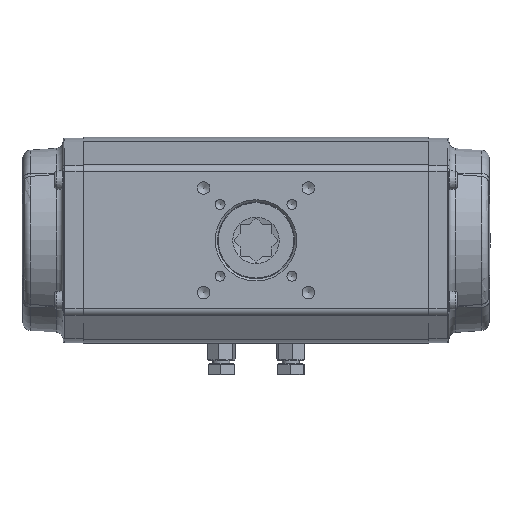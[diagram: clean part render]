
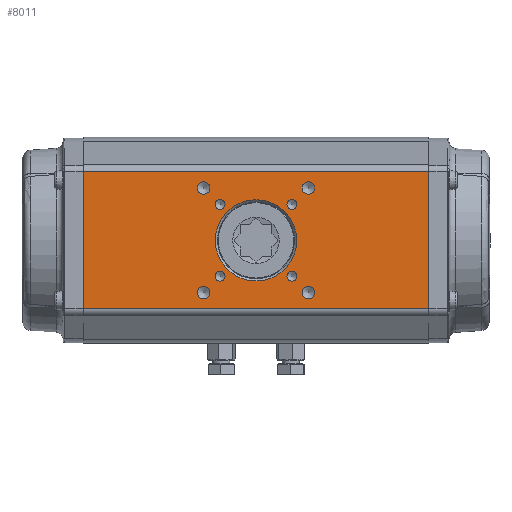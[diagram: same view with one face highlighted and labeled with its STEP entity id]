
A CAD part, front view. The second image highlights one B-rep face of the part: STEP entity #8011.
In plain terms, the highlighted planar face has unit normal (0, -1, 0).
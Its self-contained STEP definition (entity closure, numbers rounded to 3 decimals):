
#623=LINE('',#16626,#1049);
#634=LINE('',#16671,#1060);
#646=LINE('',#16722,#1072);
#647=LINE('',#16723,#1073);
#1049=VECTOR('',#11290,1000.);
#1060=VECTOR('',#11325,1000.);
#1072=VECTOR('',#11365,1000.);
#1073=VECTOR('',#11366,1000.);
#3462=ORIENTED_EDGE('',*,*,#4687,.F.);
#3463=ORIENTED_EDGE('',*,*,#4733,.T.);
#3464=ORIENTED_EDGE('',*,*,#4709,.T.);
#3465=ORIENTED_EDGE('',*,*,#4734,.T.);
#3466=ORIENTED_EDGE('',*,*,#4638,.F.);
#3467=ORIENTED_EDGE('',*,*,#4636,.F.);
#3468=ORIENTED_EDGE('',*,*,#4634,.F.);
#3469=ORIENTED_EDGE('',*,*,#4632,.F.);
#3470=ORIENTED_EDGE('',*,*,#4630,.F.);
#3471=ORIENTED_EDGE('',*,*,#4628,.F.);
#3472=ORIENTED_EDGE('',*,*,#4626,.F.);
#3473=ORIENTED_EDGE('',*,*,#4624,.F.);
#3474=ORIENTED_EDGE('',*,*,#4597,.T.);
#4597=EDGE_CURVE('',#5486,#5486,#6041,.T.);
#4624=EDGE_CURVE('',#5521,#5521,#6064,.T.);
#4626=EDGE_CURVE('',#5524,#5524,#6066,.T.);
#4628=EDGE_CURVE('',#5527,#5527,#6068,.T.);
#4630=EDGE_CURVE('',#5530,#5530,#6070,.T.);
#4632=EDGE_CURVE('',#5533,#5533,#6072,.T.);
#4634=EDGE_CURVE('',#5536,#5536,#6074,.T.);
#4636=EDGE_CURVE('',#5539,#5539,#6076,.T.);
#4638=EDGE_CURVE('',#5542,#5542,#6078,.T.);
#4687=EDGE_CURVE('',#5589,#5590,#623,.T.);
#4709=EDGE_CURVE('',#5612,#5611,#634,.T.);
#4733=EDGE_CURVE('',#5589,#5612,#646,.T.);
#4734=EDGE_CURVE('',#5611,#5590,#647,.T.);
#5486=VERTEX_POINT('',#16204);
#5521=VERTEX_POINT('',#16325);
#5524=VERTEX_POINT('',#16332);
#5527=VERTEX_POINT('',#16339);
#5530=VERTEX_POINT('',#16346);
#5533=VERTEX_POINT('',#16353);
#5536=VERTEX_POINT('',#16360);
#5539=VERTEX_POINT('',#16367);
#5542=VERTEX_POINT('',#16374);
#5589=VERTEX_POINT('',#16625);
#5590=VERTEX_POINT('',#16627);
#5611=VERTEX_POINT('',#16670);
#5612=VERTEX_POINT('',#16672);
#6041=CIRCLE('',#9095,28.);
#6064=CIRCLE('',#9142,4.25);
#6066=CIRCLE('',#9146,4.25);
#6068=CIRCLE('',#9150,4.25);
#6070=CIRCLE('',#9154,4.25);
#6072=CIRCLE('',#9158,3.4);
#6074=CIRCLE('',#9162,3.4);
#6076=CIRCLE('',#9166,3.4);
#6078=CIRCLE('',#9170,3.4);
#6712=EDGE_LOOP('',(#3462,#3463,#3464,#3465));
#6713=EDGE_LOOP('',(#3466));
#6714=EDGE_LOOP('',(#3467));
#6715=EDGE_LOOP('',(#3468));
#6716=EDGE_LOOP('',(#3469));
#6717=EDGE_LOOP('',(#3470));
#6718=EDGE_LOOP('',(#3471));
#6719=EDGE_LOOP('',(#3472));
#6720=EDGE_LOOP('',(#3473));
#6721=EDGE_LOOP('',(#3474));
#7364=FACE_BOUND('',#6712,.T.);
#7365=FACE_BOUND('',#6713,.T.);
#7366=FACE_BOUND('',#6714,.T.);
#7367=FACE_BOUND('',#6715,.T.);
#7368=FACE_BOUND('',#6716,.T.);
#7369=FACE_BOUND('',#6717,.T.);
#7370=FACE_BOUND('',#6718,.T.);
#7371=FACE_BOUND('',#6719,.T.);
#7372=FACE_BOUND('',#6720,.T.);
#7373=FACE_BOUND('',#6721,.T.);
#7554=PLANE('',#9219);
#8011=ADVANCED_FACE('',(#7364,#7365,#7366,#7367,#7368,#7369,#7370,#7371,
#7372,#7373),#7554,.F.);
#9095=AXIS2_PLACEMENT_3D('',#16203,#11068,#11069);
#9142=AXIS2_PLACEMENT_3D('',#16324,#11162,#11163);
#9146=AXIS2_PLACEMENT_3D('',#16331,#11170,#11171);
#9150=AXIS2_PLACEMENT_3D('',#16338,#11178,#11179);
#9154=AXIS2_PLACEMENT_3D('',#16345,#11186,#11187);
#9158=AXIS2_PLACEMENT_3D('',#16352,#11194,#11195);
#9162=AXIS2_PLACEMENT_3D('',#16359,#11202,#11203);
#9166=AXIS2_PLACEMENT_3D('',#16366,#11210,#11211);
#9170=AXIS2_PLACEMENT_3D('',#16373,#11218,#11219);
#9219=AXIS2_PLACEMENT_3D('',#16721,#11363,#11364);
#11068=DIRECTION('',(0.,1.,0.));
#11069=DIRECTION('',(0.,0.,1.));
#11162=DIRECTION('',(0.,-1.,0.));
#11163=DIRECTION('',(0.,0.,-1.));
#11170=DIRECTION('',(0.,-1.,0.));
#11171=DIRECTION('',(0.,0.,-1.));
#11178=DIRECTION('',(0.,-1.,0.));
#11179=DIRECTION('',(0.,0.,-1.));
#11186=DIRECTION('',(0.,-1.,0.));
#11187=DIRECTION('',(0.,0.,-1.));
#11194=DIRECTION('',(0.,-1.,0.));
#11195=DIRECTION('',(0.,0.,-1.));
#11202=DIRECTION('',(0.,-1.,0.));
#11203=DIRECTION('',(0.,0.,-1.));
#11210=DIRECTION('',(0.,-1.,0.));
#11211=DIRECTION('',(0.,0.,-1.));
#11218=DIRECTION('',(0.,-1.,0.));
#11219=DIRECTION('',(0.,0.,-1.));
#11290=DIRECTION('',(0.,0.,-1.));
#11325=DIRECTION('',(0.,0.,-1.));
#11363=DIRECTION('',(0.,1.,0.));
#11364=DIRECTION('',(0.,0.,1.));
#11365=DIRECTION('',(-1.,0.,0.));
#11366=DIRECTION('',(1.,0.,0.));
#16203=CARTESIAN_POINT('',(14.207,-77.216,335.));
#16204=CARTESIAN_POINT('',(14.207,-77.216,363.));
#16324=CARTESIAN_POINT('',(-21.855,-77.216,371.062));
#16325=CARTESIAN_POINT('',(-21.855,-77.216,366.812));
#16331=CARTESIAN_POINT('',(50.27,-77.216,371.062));
#16332=CARTESIAN_POINT('',(50.27,-77.216,366.812));
#16338=CARTESIAN_POINT('',(50.27,-77.216,298.938));
#16339=CARTESIAN_POINT('',(50.27,-77.216,294.688));
#16345=CARTESIAN_POINT('',(-21.855,-77.216,298.938));
#16346=CARTESIAN_POINT('',(-21.855,-77.216,294.688));
#16352=CARTESIAN_POINT('',(-10.542,-77.216,359.749));
#16353=CARTESIAN_POINT('',(-10.542,-77.216,356.349));
#16359=CARTESIAN_POINT('',(38.956,-77.216,359.749));
#16360=CARTESIAN_POINT('',(38.956,-77.216,356.349));
#16366=CARTESIAN_POINT('',(38.956,-77.216,310.251));
#16367=CARTESIAN_POINT('',(38.956,-77.216,306.851));
#16373=CARTESIAN_POINT('',(-10.542,-77.216,310.251));
#16374=CARTESIAN_POINT('',(-10.542,-77.216,306.851));
#16625=CARTESIAN_POINT('',(133.207,-77.216,382.236));
#16626=CARTESIAN_POINT('',(133.207,-77.216,403.));
#16627=CARTESIAN_POINT('',(133.207,-77.216,287.764));
#16670=CARTESIAN_POINT('',(-104.793,-77.216,287.764));
#16671=CARTESIAN_POINT('',(-104.793,-77.216,403.));
#16672=CARTESIAN_POINT('',(-104.793,-77.216,382.236));
#16721=CARTESIAN_POINT('',(133.207,-77.216,403.));
#16722=CARTESIAN_POINT('',(133.207,-77.216,382.236));
#16723=CARTESIAN_POINT('',(133.207,-77.216,287.764));
